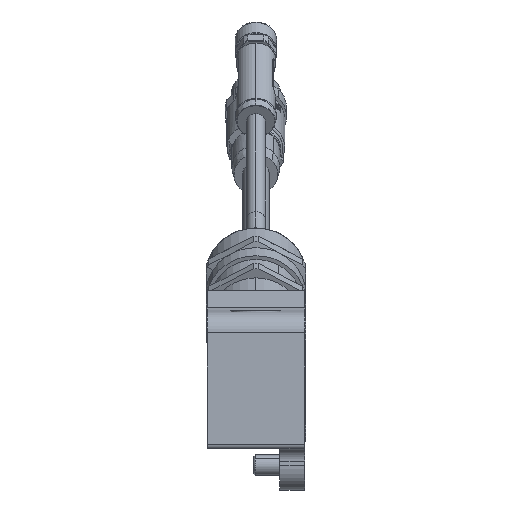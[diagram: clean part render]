
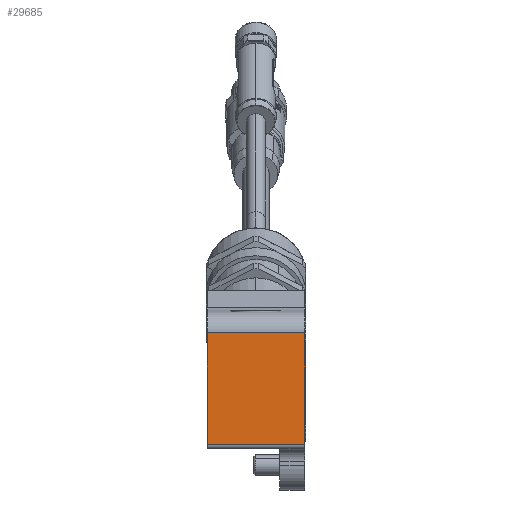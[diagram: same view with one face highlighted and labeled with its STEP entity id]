
A CAD part, left-side view. The second image highlights one B-rep face of the part: STEP entity #29685.
In plain terms, the highlighted planar face has unit normal (-1, 0, 0).
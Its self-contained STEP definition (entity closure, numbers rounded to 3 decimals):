
#1517 = VECTOR ( 'NONE', #22387, 1000. ) ;
#3559 = ORIENTED_EDGE ( 'NONE', *, *, #46047, .T. ) ;
#5047 = LINE ( 'NONE', #42338, #15795 ) ;
#10283 = DIRECTION ( 'NONE',  ( 0., 0., -1. ) ) ;
#10449 = ORIENTED_EDGE ( 'NONE', *, *, #29747, .T. ) ;
#11731 = DIRECTION ( 'NONE',  ( 0., 0., -1. ) ) ;
#13349 = EDGE_CURVE ( 'NONE', #19537, #30469, #43647, .T. ) ;
#15795 = VECTOR ( 'NONE', #38818, 1000. ) ;
#15963 = LINE ( 'NONE', #46290, #40426 ) ;
#18735 = DIRECTION ( 'NONE',  ( 0., 0., -1. ) ) ;
#18901 = VERTEX_POINT ( 'NONE', #23318 ) ;
#19537 = VERTEX_POINT ( 'NONE', #40641 ) ;
#19595 = CARTESIAN_POINT ( 'NONE',  ( -29., 11.5, 28. ) ) ;
#22387 = DIRECTION ( 'NONE',  ( 0., -1., 0. ) ) ;
#22657 = CARTESIAN_POINT ( 'NONE',  ( -29., -12., 1. ) ) ;
#22682 = VERTEX_POINT ( 'NONE', #19595 ) ;
#23318 = CARTESIAN_POINT ( 'NONE',  ( -29., 11.5, 1. ) ) ;
#24481 = AXIS2_PLACEMENT_3D ( 'NONE', #26369, #48995, #10283 ) ;
#25236 = EDGE_LOOP ( 'NONE', ( #10449, #3559, #31463, #37152 ) ) ;
#26181 = CARTESIAN_POINT ( 'NONE',  ( -29., -12., 45. ) ) ;
#26369 = CARTESIAN_POINT ( 'NONE',  ( -29., -12., 45. ) ) ;
#27914 = FACE_OUTER_BOUND ( 'NONE', #25236, .T. ) ;
#29685 = ADVANCED_FACE ( 'NONE', ( #27914 ), #43110, .F. ) ;
#29747 = EDGE_CURVE ( 'NONE', #22682, #18901, #15963, .T. ) ;
#30469 = VERTEX_POINT ( 'NONE', #22657 ) ;
#31463 = ORIENTED_EDGE ( 'NONE', *, *, #13349, .F. ) ;
#36333 = EDGE_CURVE ( 'NONE', #19537, #22682, #5047, .T. ) ;
#37152 = ORIENTED_EDGE ( 'NONE', *, *, #36333, .T. ) ;
#38818 = DIRECTION ( 'NONE',  ( 0., 1., 0. ) ) ;
#40426 = VECTOR ( 'NONE', #11731, 1000. ) ;
#40641 = CARTESIAN_POINT ( 'NONE',  ( -29., -12., 28. ) ) ;
#42338 = CARTESIAN_POINT ( 'NONE',  ( -29., -12., 28. ) ) ;
#42490 = CARTESIAN_POINT ( 'NONE',  ( -29., -12., 1. ) ) ;
#42967 = LINE ( 'NONE', #42490, #1517 ) ;
#43110 = PLANE ( 'NONE',  #24481 ) ;
#43647 = LINE ( 'NONE', #26181, #45569 ) ;
#45569 = VECTOR ( 'NONE', #18735, 1000. ) ;
#46047 = EDGE_CURVE ( 'NONE', #18901, #30469, #42967, .T. ) ;
#46290 = CARTESIAN_POINT ( 'NONE',  ( -29., 11.5, 45. ) ) ;
#48995 = DIRECTION ( 'NONE',  ( 1., 0., 0. ) ) ;
